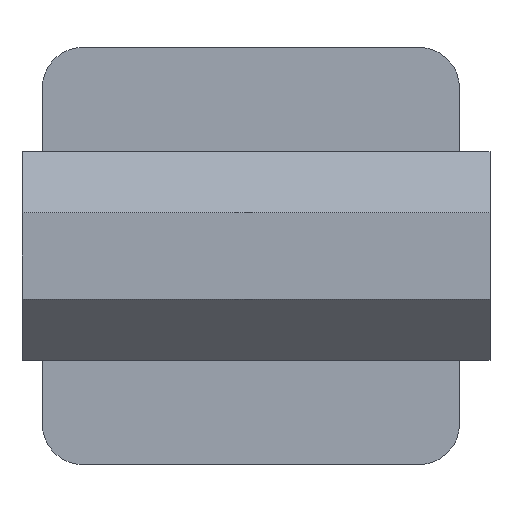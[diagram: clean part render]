
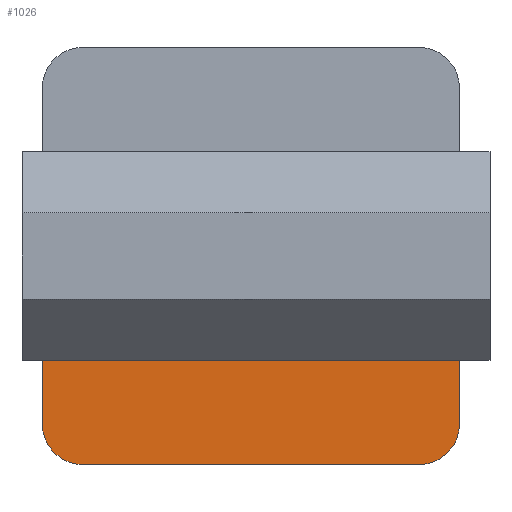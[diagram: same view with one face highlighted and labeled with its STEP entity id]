
A CAD part, front view. The second image highlights one B-rep face of the part: STEP entity #1026.
In plain terms, the highlighted planar face has unit normal (0, -1, 0).
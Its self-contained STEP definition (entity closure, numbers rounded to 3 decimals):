
#20 = VERTEX_POINT ( 'NONE', #1433 ) ;
#48 = VERTEX_POINT ( 'NONE', #1407 ) ;
#72 = EDGE_CURVE ( 'NONE', #1766, #277, #2176, .T. ) ;
#97 = CARTESIAN_POINT ( 'NONE',  ( 41., -33.8, -41. ) ) ;
#176 = ORIENTED_EDGE ( 'NONE', *, *, #2238, .T. ) ;
#199 = AXIS2_PLACEMENT_3D ( 'NONE', #2038, #227, #589 ) ;
#227 = DIRECTION ( 'NONE',  ( 0., -1., 0. ) ) ;
#277 = VERTEX_POINT ( 'NONE', #975 ) ;
#384 = DIRECTION ( 'NONE',  ( 0., 0., -1. ) ) ;
#471 = EDGE_CURVE ( 'NONE', #48, #20, #1772, .T. ) ;
#589 = DIRECTION ( 'NONE',  ( 0., 0., -1. ) ) ;
#615 = LINE ( 'NONE', #2258, #1837 ) ;
#640 = LINE ( 'NONE', #1593, #864 ) ;
#669 = CARTESIAN_POINT ( 'NONE',  ( 41., -33.8, -20.5 ) ) ;
#703 = VERTEX_POINT ( 'NONE', #1734 ) ;
#755 = AXIS2_PLACEMENT_3D ( 'NONE', #97, #1603, #1223 ) ;
#864 = VECTOR ( 'NONE', #1930, 1000. ) ;
#885 = DIRECTION ( 'NONE',  ( 0., -1., 0. ) ) ;
#966 = ORIENTED_EDGE ( 'NONE', *, *, #1391, .F. ) ;
#975 = CARTESIAN_POINT ( 'NONE',  ( -41., -33.8, -20.5 ) ) ;
#1026 = ADVANCED_FACE ( 'NONE', ( #1389 ), #1201, .T. ) ;
#1075 = CARTESIAN_POINT ( 'NONE',  ( -41., -33.8, -41. ) ) ;
#1084 = CARTESIAN_POINT ( 'NONE',  ( 41., -33.8, 41. ) ) ;
#1088 = DIRECTION ( 'NONE',  ( 0., 0., 1. ) ) ;
#1134 = EDGE_LOOP ( 'NONE', ( #966, #1912, #2112, #176, #1437, #1199 ) ) ;
#1199 = ORIENTED_EDGE ( 'NONE', *, *, #1319, .T. ) ;
#1201 = PLANE ( 'NONE',  #755 ) ;
#1223 = DIRECTION ( 'NONE',  ( 0., 0., -1. ) ) ;
#1228 = CARTESIAN_POINT ( 'NONE',  ( 33., -33.8, -33. ) ) ;
#1319 = EDGE_CURVE ( 'NONE', #1766, #703, #1609, .T. ) ;
#1389 = FACE_OUTER_BOUND ( 'NONE', #1134, .T. ) ;
#1391 = EDGE_CURVE ( 'NONE', #48, #703, #615, .T. ) ;
#1407 = CARTESIAN_POINT ( 'NONE',  ( 33., -33.8, -41. ) ) ;
#1433 = CARTESIAN_POINT ( 'NONE',  ( 41., -33.8, -33. ) ) ;
#1437 = ORIENTED_EDGE ( 'NONE', *, *, #72, .F. ) ;
#1503 = CARTESIAN_POINT ( 'NONE',  ( -41., -33.8, -33. ) ) ;
#1554 = VERTEX_POINT ( 'NONE', #669 ) ;
#1593 = CARTESIAN_POINT ( 'NONE',  ( 41., -33.8, -20.5 ) ) ;
#1603 = DIRECTION ( 'NONE',  ( 0., -1., 0. ) ) ;
#1609 = CIRCLE ( 'NONE', #199, 8. ) ;
#1649 = LINE ( 'NONE', #1084, #1892 ) ;
#1734 = CARTESIAN_POINT ( 'NONE',  ( -33., -33.8, -41. ) ) ;
#1751 = VECTOR ( 'NONE', #1088, 1000. ) ;
#1766 = VERTEX_POINT ( 'NONE', #1503 ) ;
#1772 = CIRCLE ( 'NONE', #2076, 8. ) ;
#1837 = VECTOR ( 'NONE', #2237, 1000. ) ;
#1892 = VECTOR ( 'NONE', #384, 1000. ) ;
#1912 = ORIENTED_EDGE ( 'NONE', *, *, #471, .T. ) ;
#1930 = DIRECTION ( 'NONE',  ( -1., 0., 0. ) ) ;
#1955 = DIRECTION ( 'NONE',  ( 0., 0., -1. ) ) ;
#2038 = CARTESIAN_POINT ( 'NONE',  ( -33., -33.8, -33. ) ) ;
#2076 = AXIS2_PLACEMENT_3D ( 'NONE', #1228, #885, #1955 ) ;
#2112 = ORIENTED_EDGE ( 'NONE', *, *, #2305, .F. ) ;
#2176 = LINE ( 'NONE', #1075, #1751 ) ;
#2237 = DIRECTION ( 'NONE',  ( -1., 0., 0. ) ) ;
#2238 = EDGE_CURVE ( 'NONE', #1554, #277, #640, .T. ) ;
#2258 = CARTESIAN_POINT ( 'NONE',  ( -41., -33.8, -41. ) ) ;
#2305 = EDGE_CURVE ( 'NONE', #1554, #20, #1649, .T. ) ;
